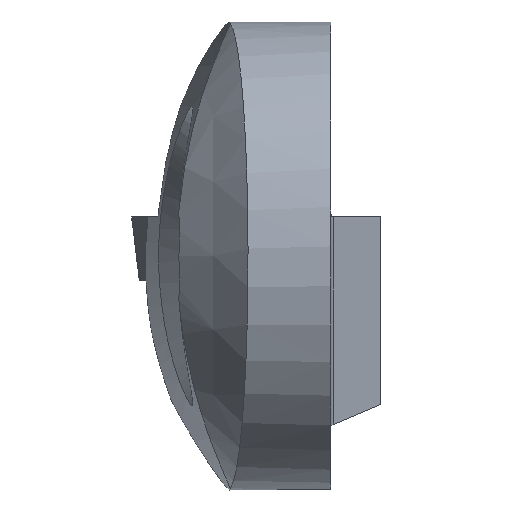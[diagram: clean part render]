
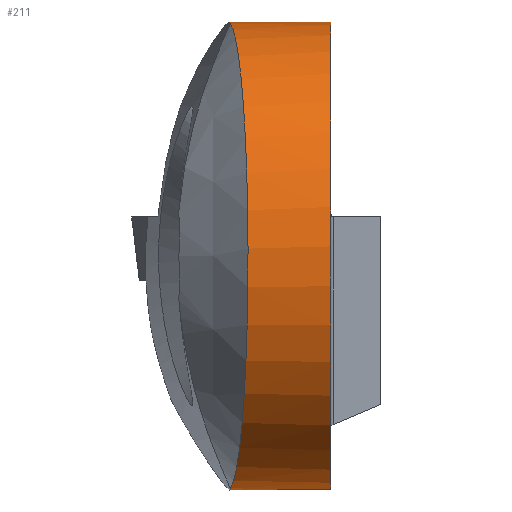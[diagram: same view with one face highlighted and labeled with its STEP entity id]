
A CAD part, top view. The second image highlights one B-rep face of the part: STEP entity #211.
In plain terms, the highlighted cylindrical face has radius 11.75 mm (diameter 23.5 mm), a partial arc.
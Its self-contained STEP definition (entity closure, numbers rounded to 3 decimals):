
#152=CIRCLE('',#1063,11.75);
#174=CYLINDRICAL_SURFACE('',#1064,11.75);
#211=ADVANCED_FACE('',(#289),#174,.T.);
#289=FACE_OUTER_BOUND('',#333,.T.);
#333=EDGE_LOOP('',(#484,#485,#486,#487,#488,#489));
#388=B_SPLINE_CURVE_WITH_KNOTS('',3,(#1442,#1443,#1444,#1445),
 .UNSPECIFIED.,.F.,.F.,(4,4),(0.,1.),.UNSPECIFIED.);
#392=B_SPLINE_CURVE_WITH_KNOTS('',3,(#1484,#1485,#1486,#1487),
 .UNSPECIFIED.,.F.,.F.,(4,4),(0.,1.),.UNSPECIFIED.);
#399=B_SPLINE_CURVE_WITH_KNOTS('',3,(#1620,#1621,#1622,#1623,#1624,#1625,
#1626,#1627,#1628,#1629),.UNSPECIFIED.,.F.,.F.,(4,2,2,2,4),(0.,0.25,0.5,
0.75,1.),.UNSPECIFIED.);
#484=ORIENTED_EDGE('',*,*,#779,.F.);
#485=ORIENTED_EDGE('',*,*,#729,.F.);
#486=ORIENTED_EDGE('',*,*,#765,.T.);
#487=ORIENTED_EDGE('',*,*,#780,.T.);
#488=ORIENTED_EDGE('',*,*,#772,.F.);
#489=ORIENTED_EDGE('',*,*,#733,.F.);
#646=VERTEX_POINT('',#1441);
#647=VERTEX_POINT('',#1446);
#650=VERTEX_POINT('',#1483);
#651=VERTEX_POINT('',#1488);
#673=VERTEX_POINT('',#1567);
#677=VERTEX_POINT('',#1587);
#729=EDGE_CURVE('',#646,#647,#388,.T.);
#733=EDGE_CURVE('',#650,#651,#392,.T.);
#765=EDGE_CURVE('',#646,#673,#857,.T.);
#772=EDGE_CURVE('',#651,#677,#863,.T.);
#779=EDGE_CURVE('',#647,#650,#399,.T.);
#780=EDGE_CURVE('',#673,#677,#152,.T.);
#857=LINE('',#1568,#922);
#863=LINE('',#1586,#928);
#922=VECTOR('',#1210,1.);
#928=VECTOR('',#1220,1.);
#1063=AXIS2_PLACEMENT_3D('',#1630,#1231,#1232);
#1064=AXIS2_PLACEMENT_3D('',#1631,#1233,#1234);
#1210=DIRECTION('',(1.,0.,0.));
#1220=DIRECTION('',(1.,0.,0.));
#1231=DIRECTION('',(-1.,0.,0.));
#1232=DIRECTION('',(0.,0.,1.));
#1233=DIRECTION('',(1.,0.,0.));
#1234=DIRECTION('',(0.,0.,-1.));
#1441=CARTESIAN_POINT('',(-5.447,-11.349,-3.042));
#1442=CARTESIAN_POINT('',(-5.447,-11.349,-3.042));
#1443=CARTESIAN_POINT('',(-5.167,-11.731,-1.617));
#1444=CARTESIAN_POINT('',(-5.022,-11.843,-0.115));
#1445=CARTESIAN_POINT('',(-5.041,-11.671,1.361));
#1446=CARTESIAN_POINT('',(-5.041,-11.671,1.361));
#1483=CARTESIAN_POINT('',(-5.041,11.671,1.361));
#1484=CARTESIAN_POINT('',(-5.041,11.671,1.361));
#1485=CARTESIAN_POINT('',(-5.035,11.724,0.91));
#1486=CARTESIAN_POINT('',(-5.044,11.75,0.456));
#1487=CARTESIAN_POINT('',(-5.068,11.75,0.));
#1488=CARTESIAN_POINT('',(-5.068,11.75,0.));
#1567=CARTESIAN_POINT('',(0.,-11.349,-3.042));
#1568=CARTESIAN_POINT('',(-12.,-11.349,-3.042));
#1586=CARTESIAN_POINT('',(-12.,11.75,0.));
#1587=CARTESIAN_POINT('',(0.,11.75,0.));
#1620=CARTESIAN_POINT('',(-5.041,-11.671,1.361));
#1621=CARTESIAN_POINT('',(-4.79,-11.342,4.185));
#1622=CARTESIAN_POINT('',(-4.56,-9.954,6.866));
#1623=CARTESIAN_POINT('',(-4.238,-5.687,10.672));
#1624=CARTESIAN_POINT('',(-4.15,-2.873,11.75));
#1625=CARTESIAN_POINT('',(-4.15,2.876,11.75));
#1626=CARTESIAN_POINT('',(-4.239,5.696,10.665));
#1627=CARTESIAN_POINT('',(-4.559,9.948,6.872));
#1628=CARTESIAN_POINT('',(-4.79,11.343,4.175));
#1629=CARTESIAN_POINT('',(-5.041,11.671,1.361));
#1630=CARTESIAN_POINT('',(0.,0.,0.));
#1631=CARTESIAN_POINT('',(-12.,0.,0.));
